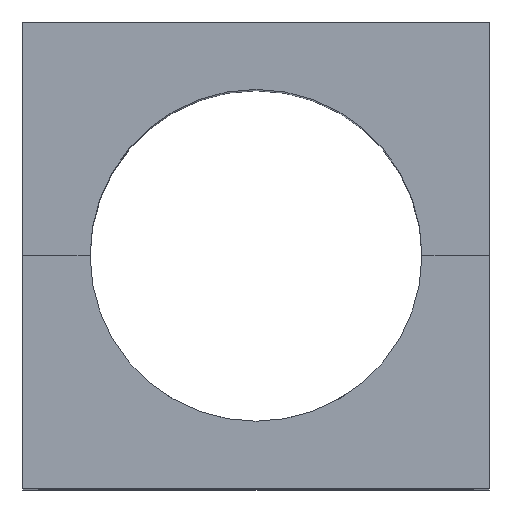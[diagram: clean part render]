
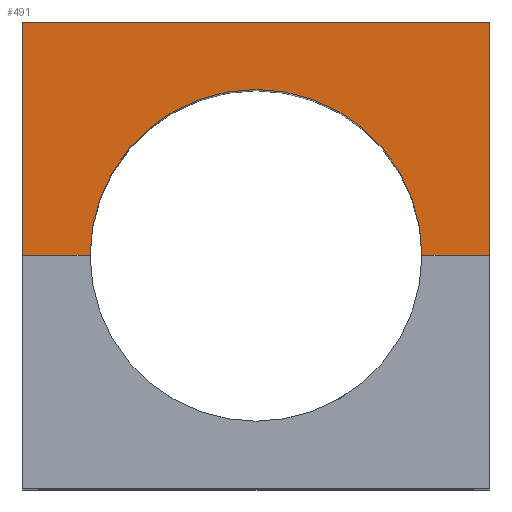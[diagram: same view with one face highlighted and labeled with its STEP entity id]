
A CAD part, top view. The second image highlights one B-rep face of the part: STEP entity #491.
In plain terms, the highlighted planar face has unit normal (0, 0, 1).
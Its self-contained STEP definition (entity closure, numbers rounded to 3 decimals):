
#21=FACE_OUTER_BOUND('',#49,.T.);
#49=EDGE_LOOP('',(#325,#326,#327,#328,#329,#330));
#79=CIRCLE('',#535,16.);
#87=LINE('',#710,#149);
#88=LINE('',#714,#150);
#89=LINE('',#716,#151);
#90=LINE('',#718,#152);
#91=LINE('',#719,#153);
#149=VECTOR('',#574,10.);
#150=VECTOR('',#577,10.);
#151=VECTOR('',#578,10.);
#152=VECTOR('',#579,10.);
#153=VECTOR('',#580,10.);
#211=VERTEX_POINT('',#708);
#212=VERTEX_POINT('',#709);
#213=VERTEX_POINT('',#711);
#214=VERTEX_POINT('',#713);
#215=VERTEX_POINT('',#715);
#216=VERTEX_POINT('',#717);
#255=EDGE_CURVE('',#211,#212,#87,.T.);
#256=EDGE_CURVE('',#211,#213,#79,.T.);
#257=EDGE_CURVE('',#214,#213,#88,.T.);
#258=EDGE_CURVE('',#214,#215,#89,.T.);
#259=EDGE_CURVE('',#215,#216,#90,.T.);
#260=EDGE_CURVE('',#216,#212,#91,.T.);
#325=ORIENTED_EDGE('',*,*,#255,.F.);
#326=ORIENTED_EDGE('',*,*,#256,.T.);
#327=ORIENTED_EDGE('',*,*,#257,.F.);
#328=ORIENTED_EDGE('',*,*,#258,.T.);
#329=ORIENTED_EDGE('',*,*,#259,.T.);
#330=ORIENTED_EDGE('',*,*,#260,.T.);
#465=PLANE('',#534);
#491=ADVANCED_FACE('',(#21),#465,.T.);
#534=AXIS2_PLACEMENT_3D('',#707,#572,#573);
#535=AXIS2_PLACEMENT_3D('',#712,#575,#576);
#572=DIRECTION('center_axis',(0.,0.,1.));
#573=DIRECTION('ref_axis',(1.,0.,0.));
#574=DIRECTION('',(-1.,0.,0.));
#575=DIRECTION('center_axis',(0.,0.,-1.));
#576=DIRECTION('ref_axis',(1.,0.,0.));
#577=DIRECTION('',(-1.,0.,0.));
#578=DIRECTION('',(0.,1.,0.));
#579=DIRECTION('',(-1.,0.,0.));
#580=DIRECTION('',(0.,-1.,0.));
#707=CARTESIAN_POINT('Origin',(0.,0.,74.));
#708=CARTESIAN_POINT('',(-16.,0.005,74.));
#709=CARTESIAN_POINT('',(-22.5,0.005,74.));
#710=CARTESIAN_POINT('',(0.,0.005,74.));
#711=CARTESIAN_POINT('',(16.,0.005,74.));
#712=CARTESIAN_POINT('Origin',(0.,0.,74.));
#713=CARTESIAN_POINT('',(22.5,0.005,74.));
#714=CARTESIAN_POINT('',(0.,0.005,74.));
#715=CARTESIAN_POINT('',(22.5,22.5,74.));
#716=CARTESIAN_POINT('',(22.5,-22.5,74.));
#717=CARTESIAN_POINT('',(-22.5,22.5,74.));
#718=CARTESIAN_POINT('',(22.5,22.5,74.));
#719=CARTESIAN_POINT('',(-22.5,22.5,74.));
